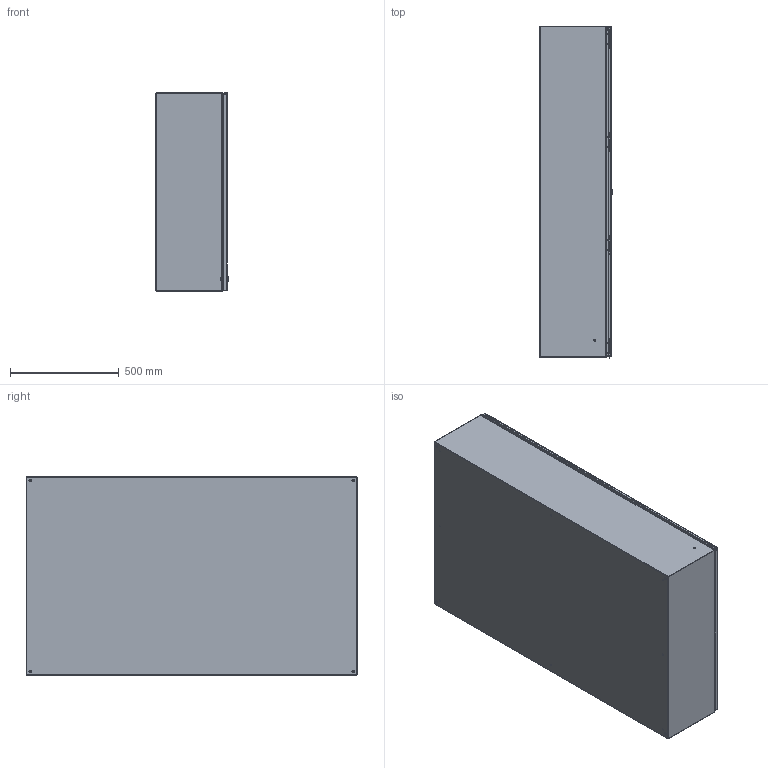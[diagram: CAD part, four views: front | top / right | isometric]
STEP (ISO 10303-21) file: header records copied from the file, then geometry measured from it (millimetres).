
FILE_DESCRIPTION((''),'2;1');
FILE_NAME('N412603612SSC.iam.stp','2011-08-30T10:49:52',(''),(''),'Autodesk Inventor 2011','Autodesk Inventor 2011','');
FILE_SCHEMA(('AUTOMOTIVE_DESIGN { 1 0 10303 214 1 1 1 1 }'));
Length unit declared in the file: inch
Products named in the file (36): N412603612SSC; N412603612SSCBTB; N4126012SSCLS; N4126012SSCRS; 388151; 38846; HFW328176; 17376 PIN; 17380 SCREW; 17723 BOX LEAF; 17723-UTI BRACKET; 17910 SEALING WASHER; HFW328175; HFW3161; N4126036SSCLID; 35142; 35124-1000-23; 35124-1000-318; 35142-1000-02_PRT; 35142-1000-24; 35142-1000-67; 35142-1000-73; 35142-1000-101_PRT; 35142-1000-105; 35142-D933_M5X8; 35142-D6799_5; 35124-277-01; 35124-1000-03; 35196(1001-U11_ASSM); 1001-U11_AF0; DIN917_M6; 1001-u11-STUD; HFW37046; HFW37046-1049-03; HFW37046-1049-08; HFW37046-1049-09
Assembly tree (61 placements, depth 3):
  N412603612SSC
    N412603612SSCBTB
    N4126012SSCLS
    N4126012SSCRS
    388151  x8
    38846  x2
    HFW328176  x4
      17376 PIN
      17380 SCREW
      17723 BOX LEAF
      17723-UTI BRACKET
      17910 SEALING WASHER
    HFW328175  x4
    HFW3161  x4
    N4126036SSCLID
    35142
      35124-1000-23
      35124-1000-318
      35142-1000-02_PRT
      35142-1000-24
      35142-1000-67  x2
      35142-1000-73
      35142-1000-101_PRT
      35142-1000-105  x2
      35142-D933_M5X8  x2
      35142-D6799_5  x2
      35124-277-01
      35124-1000-03
    35196(1001-U11_ASSM)  x2
      1001-U11_AF0
      DIN917_M6
      1001-u11-STUD
    HFW37046  x2
      HFW37046-1049-03
      HFW37046-1049-08
      HFW37046-1049-09
Bounding box: 332.1 x 1527.24 x 914.4 mm (x, y, z)
Volume: 8590374.4 mm3; surface area: 9127678.7 mm2
Topology: 81 solids, 81 shells, 2655 faces, 6389 edges, 3909 vertices
Faces by surface type: cylinder 992, plane 982, cone 372, bspline 214, torus 79, sphere 16
Full cylindrical faces by diameter (mm): 2.362 x8, 2.7 x2, 3.175 x4, 3.317 x136, 3.861 x8, 3.962 x4, 4 x4, 4.064 x2, 4.166 x136, 4.2 x6, 4.25 x8, 4.3 x2, 4.366 x8, 4.572 x8, 4.762 x8, 4.775 x2, 5 x7, 5.5 x1, 6 x6, 6.03 x2, 6.2 x2, 6.3 x2, 6.35 x18, 6.502 x8, 6.733 x2, 6.985 x8, 7.5 x2, 7.62 x8, 7.874 x4, 8.128 x8
Entity records: 38630 total; most frequent: CARTESIAN_POINT 12807, DIRECTION 5192, ORIENTED_EDGE 4774, EDGE_CURVE 2387, AXIS2_PLACEMENT_3D 1936, VERTEX_POINT 1570, EDGE_LOOP 1393, VECTOR 1320
